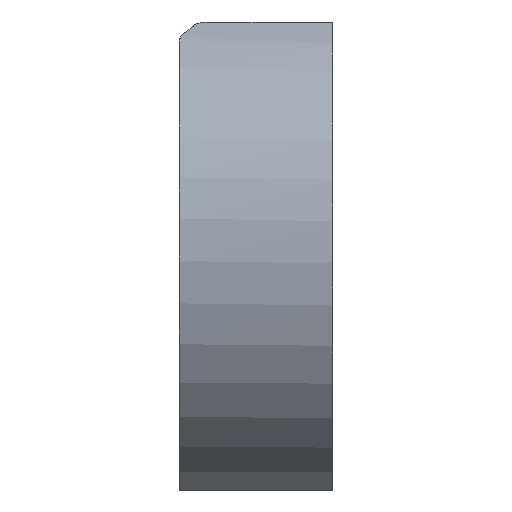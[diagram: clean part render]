
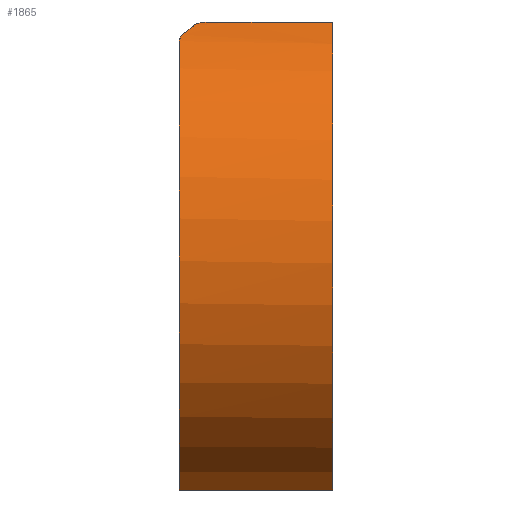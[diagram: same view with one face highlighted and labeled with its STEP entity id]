
A CAD part, left-side view. The second image highlights one B-rep face of the part: STEP entity #1865.
In plain terms, the highlighted cylindrical face has radius 75 mm (diameter 150 mm), a partial arc.
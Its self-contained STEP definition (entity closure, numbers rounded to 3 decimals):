
#66 = VERTEX_POINT ( 'NONE', #1558 ) ;
#114 = DIRECTION ( 'NONE',  ( 0., -1., 0. ) ) ;
#157 = CARTESIAN_POINT ( 'NONE',  ( -33.491, 38.414, 67.107 ) ) ;
#162 = DIRECTION ( 'NONE',  ( 0., -1., 0. ) ) ;
#217 = CARTESIAN_POINT ( 'NONE',  ( 0., 45., 0. ) ) ;
#266 = EDGE_LOOP ( 'NONE', ( #1538, #1503, #1452, #1392, #2963, #693, #1627, #2424 ) ) ;
#280 = CIRCLE ( 'NONE', #2377, 75. ) ;
#380 = CARTESIAN_POINT ( 'NONE',  ( -35.359, 40.891, 66.142 ) ) ;
#426 = LINE ( 'NONE', #1684, #1134 ) ;
#429 = CARTESIAN_POINT ( 'NONE',  ( -34.757, 40.416, 66.461 ) ) ;
#435 = CARTESIAN_POINT ( 'NONE',  ( 0., 0., 0. ) ) ;
#618 = AXIS2_PLACEMENT_3D ( 'NONE', #217, #1214, #1977 ) ;
#638 = CARTESIAN_POINT ( 'NONE',  ( -39.935, 44.096, 63.484 ) ) ;
#693 = ORIENTED_EDGE ( 'NONE', *, *, #2734, .F. ) ;
#774 = VECTOR ( 'NONE', #1803, 1000. ) ;
#821 = EDGE_CURVE ( 'NONE', #66, #3049, #3109, .T. ) ;
#860 = CARTESIAN_POINT ( 'NONE',  ( -36.915, 41.981, 65.31 ) ) ;
#893 = CARTESIAN_POINT ( 'NONE',  ( -33.722, 38.976, 66.991 ) ) ;
#901 = EDGE_CURVE ( 'NONE', #3157, #1301, #280, .T. ) ;
#927 = CARTESIAN_POINT ( 'NONE',  ( -33.428, 38.216, 67.138 ) ) ;
#950 = CARTESIAN_POINT ( 'NONE',  ( -40.841, 44.627, 62.907 ) ) ;
#957 = CARTESIAN_POINT ( 'NONE',  ( -35.046, 40.673, 66.309 ) ) ;
#1008 = VERTEX_POINT ( 'NONE', #1626 ) ;
#1056 = VERTEX_POINT ( 'NONE', #2441 ) ;
#1060 = CARTESIAN_POINT ( 'NONE',  ( -33.226, 36.796, 67.238 ) ) ;
#1108 = EDGE_CURVE ( 'NONE', #3049, #1056, #1810, .T. ) ;
#1134 = VECTOR ( 'NONE', #2361, 1000. ) ;
#1156 = DIRECTION ( 'NONE',  ( 0., 0., -1. ) ) ;
#1158 = FACE_OUTER_BOUND ( 'NONE', #266, .T. ) ;
#1193 = CARTESIAN_POINT ( 'NONE',  ( -39.935, 44.096, 63.484 ) ) ;
#1203 = CARTESIAN_POINT ( 'NONE',  ( -33.278, 37.62, 67.213 ) ) ;
#1214 = DIRECTION ( 'NONE',  ( 0., -1., 0. ) ) ;
#1240 = EDGE_CURVE ( 'NONE', #2545, #66, #3110, .T. ) ;
#1301 = VERTEX_POINT ( 'NONE', #2172 ) ;
#1307 = LINE ( 'NONE', #2792, #774 ) ;
#1392 = ORIENTED_EDGE ( 'NONE', *, *, #901, .F. ) ;
#1431 = CARTESIAN_POINT ( 'NONE',  ( -34.238, 39.836, 66.73 ) ) ;
#1440 = LINE ( 'NONE', #2261, #1992 ) ;
#1452 = ORIENTED_EDGE ( 'NONE', *, *, #2912, .T. ) ;
#1503 = ORIENTED_EDGE ( 'NONE', *, *, #2489, .T. ) ;
#1538 = ORIENTED_EDGE ( 'NONE', *, *, #1108, .T. ) ;
#1558 = CARTESIAN_POINT ( 'NONE',  ( -35.359, 40.891, 66.142 ) ) ;
#1626 = CARTESIAN_POINT ( 'NONE',  ( -26.552, 45., -70.143 ) ) ;
#1627 = ORIENTED_EDGE ( 'NONE', *, *, #1240, .T. ) ;
#1650 = CARTESIAN_POINT ( 'NONE',  ( -33.226, 37.213, 67.238 ) ) ;
#1669 = CARTESIAN_POINT ( 'NONE',  ( -33.638, 38.793, 67.033 ) ) ;
#1684 = CARTESIAN_POINT ( 'NONE',  ( -33.226, 29., 67.238 ) ) ;
#1803 = DIRECTION ( 'NONE',  ( 0., -1., 0. ) ) ;
#1810 = B_SPLINE_CURVE_WITH_KNOTS ( 'NONE', 3,
 ( #1193, #3201, #950, #1967, #1952, #2971 ),
 .UNSPECIFIED., .F., .F.,
 ( 4, 2, 4 ),
 ( 0., 0.002, 0.004 ),
 .UNSPECIFIED. ) ;
#1865 = ADVANCED_FACE ( 'NONE', ( #1158 ), #2165, .T. ) ;
#1898 = CARTESIAN_POINT ( 'NONE',  ( -38.441, 43.05, 64.424 ) ) ;
#1910 = EDGE_CURVE ( 'NONE', #3212, #3157, #1440, .T. ) ;
#1952 = CARTESIAN_POINT ( 'NONE',  ( -42.306, 45., 61.932 ) ) ;
#1967 = CARTESIAN_POINT ( 'NONE',  ( -41.804, 44.925, 62.272 ) ) ;
#1977 = DIRECTION ( 'NONE',  ( 0., 0., -1. ) ) ;
#1992 = VECTOR ( 'NONE', #2973, 1000. ) ;
#2019 = CARTESIAN_POINT ( 'NONE',  ( -33.226, 29., 67.238 ) ) ;
#2141 = CARTESIAN_POINT ( 'NONE',  ( -35.359, 40.891, 66.142 ) ) ;
#2165 = CYLINDRICAL_SURFACE ( 'NONE', #3148, 75. ) ;
#2172 = CARTESIAN_POINT ( 'NONE',  ( -26.552, 0., -70.143 ) ) ;
#2194 = CARTESIAN_POINT ( 'NONE',  ( -33.226, 36.796, 67.238 ) ) ;
#2261 = CARTESIAN_POINT ( 'NONE',  ( -33.226, 45., 67.238 ) ) ;
#2356 = CARTESIAN_POINT ( 'NONE',  ( -39.935, 44.096, 63.484 ) ) ;
#2358 = CARTESIAN_POINT ( 'NONE',  ( 0., 0., 0. ) ) ;
#2361 = DIRECTION ( 'NONE',  ( 0., -1., 0. ) ) ;
#2377 = AXIS2_PLACEMENT_3D ( 'NONE', #435, #162, #1156 ) ;
#2424 = ORIENTED_EDGE ( 'NONE', *, *, #821, .T. ) ;
#2441 = CARTESIAN_POINT ( 'NONE',  ( -42.803, 45., 61.587 ) ) ;
#2489 = EDGE_CURVE ( 'NONE', #1056, #1008, #3126, .T. ) ;
#2545 = VERTEX_POINT ( 'NONE', #1060 ) ;
#2734 = EDGE_CURVE ( 'NONE', #2545, #3212, #426, .T. ) ;
#2742 = CARTESIAN_POINT ( 'NONE',  ( -33.226, 0., 67.238 ) ) ;
#2792 = CARTESIAN_POINT ( 'NONE',  ( -26.552, 45., -70.143 ) ) ;
#2912 = EDGE_CURVE ( 'NONE', #1008, #1301, #1307, .T. ) ;
#2936 = CARTESIAN_POINT ( 'NONE',  ( -34.006, 39.506, 66.848 ) ) ;
#2963 = ORIENTED_EDGE ( 'NONE', *, *, #1910, .F. ) ;
#2971 = CARTESIAN_POINT ( 'NONE',  ( -42.803, 45., 61.587 ) ) ;
#2973 = DIRECTION ( 'NONE',  ( 0., -1., 0. ) ) ;
#3049 = VERTEX_POINT ( 'NONE', #638 ) ;
#3109 =( BOUNDED_CURVE ( )  B_SPLINE_CURVE ( 3, ( #380, #860, #1898, #2356 ),
 .UNSPECIFIED., .F., .T. ) 
 B_SPLINE_CURVE_WITH_KNOTS ( ( 4, 4 ),
 ( 2.062, 2.132 ),
 .UNSPECIFIED. ) 
 CURVE ( )  GEOMETRIC_REPRESENTATION_ITEM ( )  RATIONAL_B_SPLINE_CURVE ( ( 1., 1., 1., 1. ) ) 
 REPRESENTATION_ITEM ( '' )  );
#3110 = B_SPLINE_CURVE_WITH_KNOTS ( 'NONE', 3,
 ( #2194, #1650, #1203, #927, #157, #1669, #893, #2936, #1431, #429, #957, #2141 ),
 .UNSPECIFIED., .F., .F.,
 ( 4, 2, 2, 2, 2, 4 ),
 ( 0., 0.001, 0.002, 0.002, 0.004, 0.005 ),
 .UNSPECIFIED. ) ;
#3126 = CIRCLE ( 'NONE', #618, 75. ) ;
#3133 = DIRECTION ( 'NONE',  ( 0., 0., -1. ) ) ;
#3148 = AXIS2_PLACEMENT_3D ( 'NONE', #2358, #114, #3133 ) ;
#3157 = VERTEX_POINT ( 'NONE', #2742 ) ;
#3201 = CARTESIAN_POINT ( 'NONE',  ( -40.377, 44.405, 63.206 ) ) ;
#3212 = VERTEX_POINT ( 'NONE', #2019 ) ;
